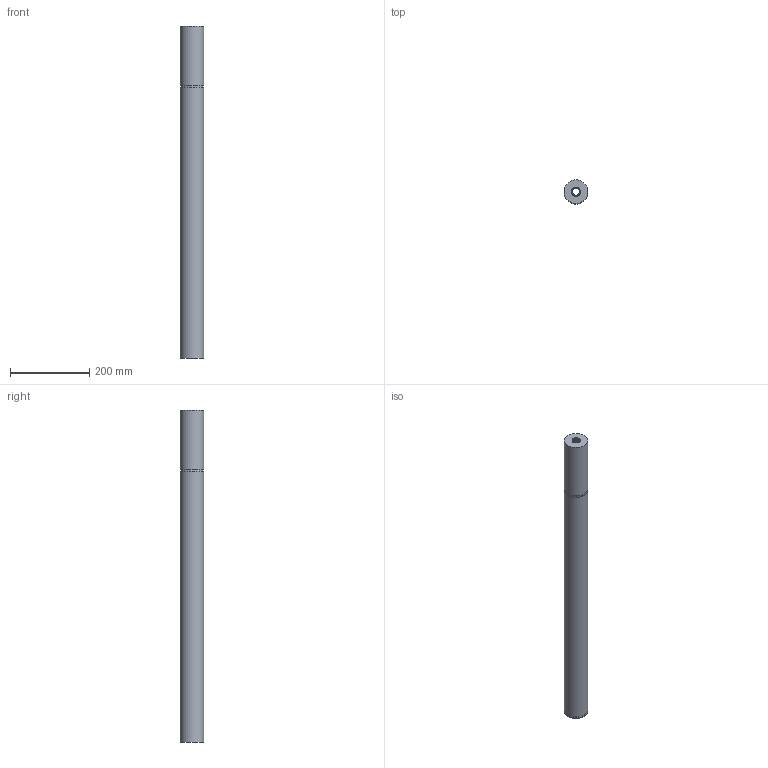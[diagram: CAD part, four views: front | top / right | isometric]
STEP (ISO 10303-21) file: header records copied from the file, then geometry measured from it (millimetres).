
FILE_DESCRIPTION(/* description */ (''),/* implementation_level */ '2;1');
FILE_NAME(/* name */ 'Component1.step',/* time_stamp */ '2023-12-15T18:05:43+05:30',/* author */ (''),/* organization */ (''),/* preprocessor_version */ 'ST-DEVELOPER v20',/* originating_system */ 'Autodesk Translation Framework v12.14.0.127',/* authorisation */ '');
FILE_SCHEMA (('AUTOMOTIVE_DESIGN { 1 0 10303 214 3 1 1 }'));
Length unit declared in the file: millimetre
Products named in the file (1): FusionComponent
Bounding box: 60 x 60 x 840 mm (x, y, z)
Volume: 464689.4 mm3; surface area: 316429.4 mm2
Topology: 1 solids, 1 shells, 47 faces, 111 edges, 74 vertices
Faces by surface type: cylinder 35, plane 10, bspline 2
Full cylindrical faces by diameter (mm): 18.098 x11, 22.987 x11, 24 x1, 46 x1, 54 x2, 57 x2, 58 x1, 60 x2
Entity records: 4092 total; most frequent: CARTESIAN_POINT 3049, ORIENTED_EDGE 222, DIRECTION 171, EDGE_CURVE 111, VERTEX_POINT 74, AXIS2_PLACEMENT_3D 69, EDGE_LOOP 57, B_SPLINE_CURVE_WITH_KNOTS 55
